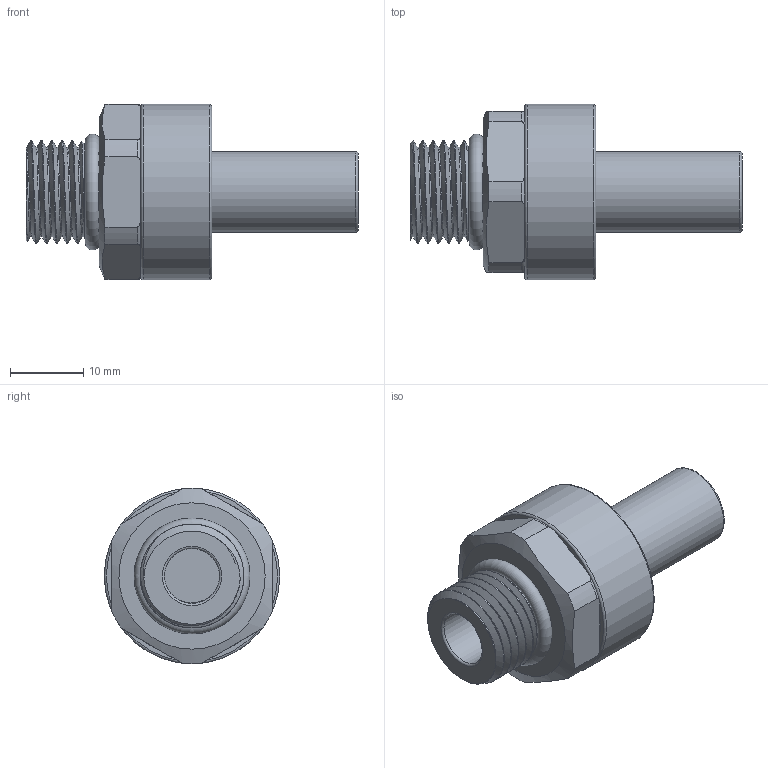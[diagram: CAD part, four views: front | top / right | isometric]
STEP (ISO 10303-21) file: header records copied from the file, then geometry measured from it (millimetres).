
FILE_DESCRIPTION( ('This file contains a STEP AP42 implementation' ,'as created by ZW3D STEP Interface translator.' ,'') ,'2;1' );
FILE_NAME( 'UQDB 04P.stp' ,'25 120. 83615', (''), ('ZWCAD Software Co.'), 'Version 1.0', 'ZW3D to STEP translator', '' );
FILE_SCHEMA(('AUTOMOTIVE_DESIGN { 1 0 10303 214 1 1 1 1 }'));
Length unit declared in the file: millimetre
Products named in the file (1): 0
Bounding box: 45.4 x 24 x 24 mm (x, y, z)
Volume: 9279.4 mm3; surface area: 4157.3 mm2
Topology: 1 solids, 1 shells, 122 faces, 302 edges, 196 vertices
Faces by surface type: cylinder 48, torus 32, plane 26, cone 12, bspline 4
Full cylindrical faces by diameter (mm): 0.5 x2, 7.14 x1, 7.24 x1, 7.5 x1, 9.4 x1, 10.2 x1, 11.07 x1, 12.24 x1, 12.3 x5, 14.2 x4, 14.6 x1, 24 x1
Entity records: 5105 total; most frequent: CARTESIAN_POINT 2131, ORIENTED_EDGE 604, DIRECTION 569, EDGE_CURVE 302, AXIS2_PLACEMENT_3D 245, VERTEX_POINT 196, EDGE_LOOP 136, CIRCLE 126
